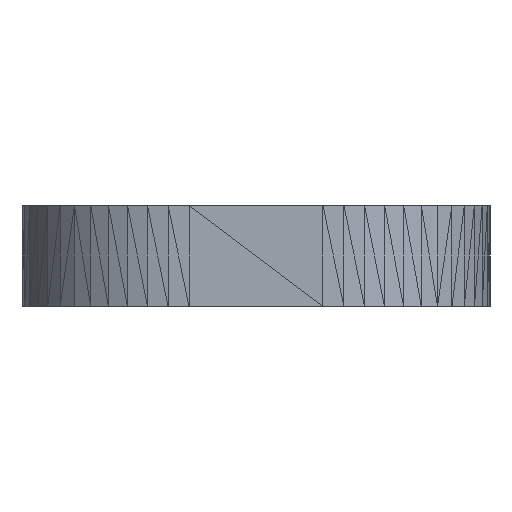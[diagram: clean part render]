
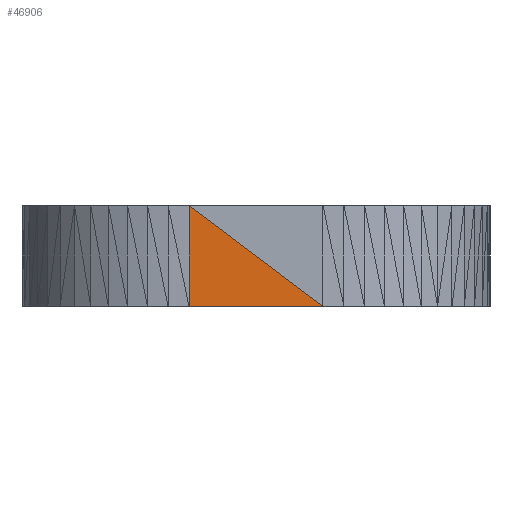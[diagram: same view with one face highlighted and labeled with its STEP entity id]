
A CAD part, left-side view. The second image highlights one B-rep face of the part: STEP entity #46906.
In plain terms, the highlighted planar face has unit normal (-1, 0, 0).
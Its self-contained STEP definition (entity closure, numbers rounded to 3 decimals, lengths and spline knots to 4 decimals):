
#46711 = VERTEX_POINT('',#46712);
#46712 = CARTESIAN_POINT('',(-22.25,1.,1.5));
#46747 = PLANE('',#46748);
#46748 = AXIS2_PLACEMENT_3D('',#46749,#46750,#46751);
#46749 = CARTESIAN_POINT('',(-22.25,-0.25,1.));
#46750 = DIRECTION('',(-1.,-0.,-0.));
#46751 = DIRECTION('',(0.,0.,-1.));
#46763 = VERTEX_POINT('',#46764);
#46764 = CARTESIAN_POINT('',(-22.25,1.,0.));
#46785 = PLANE('',#46786);
#46786 = AXIS2_PLACEMENT_3D('',#46787,#46788,#46789);
#46787 = CARTESIAN_POINT('',(-22.2446,1.0864,
    0.8204));
#46788 = DIRECTION('',(-0.998,0.063,
    0.));
#46789 = DIRECTION('',(-0.063,-0.998,0.));
#46855 = EDGE_CURVE('',#46711,#46763,#46856,.T.);
#46856 = SURFACE_CURVE('',#46857,(#46861,#46868),.PCURVE_S1.);
#46857 = LINE('',#46858,#46859);
#46858 = CARTESIAN_POINT('',(-22.25,1.,1.5));
#46859 = VECTOR('',#46860,1.);
#46860 = DIRECTION('',(0.,0.,-1.));
#46861 = PCURVE('',#46785,#46862);
#46862 = DEFINITIONAL_REPRESENTATION('',(#46863),#46867);
#46863 = LINE('',#46864,#46865);
#46864 = CARTESIAN_POINT('',(0.087,0.68));
#46865 = VECTOR('',#46866,1.);
#46866 = DIRECTION('',(0.,-1.));
#46867 = ( GEOMETRIC_REPRESENTATION_CONTEXT(2) 
PARAMETRIC_REPRESENTATION_CONTEXT() REPRESENTATION_CONTEXT('2D SPACE',''
  ) );
#46868 = PCURVE('',#46869,#46874);
#46869 = PLANE('',#46870);
#46870 = AXIS2_PLACEMENT_3D('',#46871,#46872,#46873);
#46871 = CARTESIAN_POINT('',(-22.25,0.25,0.5));
#46872 = DIRECTION('',(-1.,-0.,-0.));
#46873 = DIRECTION('',(0.,0.,-1.));
#46874 = DEFINITIONAL_REPRESENTATION('',(#46875),#46879);
#46875 = LINE('',#46876,#46877);
#46876 = CARTESIAN_POINT('',(-1.,-0.75));
#46877 = VECTOR('',#46878,1.);
#46878 = DIRECTION('',(1.,0.));
#46879 = ( GEOMETRIC_REPRESENTATION_CONTEXT(2) 
PARAMETRIC_REPRESENTATION_CONTEXT() REPRESENTATION_CONTEXT('2D SPACE',''
  ) );
#46906 = ADVANCED_FACE('',(#46907),#46869,.T.);
#46907 = FACE_BOUND('',#46908,.T.);
#46908 = EDGE_LOOP('',(#46909,#46932,#46933));
#46909 = ORIENTED_EDGE('',*,*,#46910,.T.);
#46910 = EDGE_CURVE('',#46911,#46711,#46913,.T.);
#46911 = VERTEX_POINT('',#46912);
#46912 = CARTESIAN_POINT('',(-22.25,-1.,0.));
#46913 = SURFACE_CURVE('',#46914,(#46918,#46925),.PCURVE_S1.);
#46914 = LINE('',#46915,#46916);
#46915 = CARTESIAN_POINT('',(-22.25,-1.,0.));
#46916 = VECTOR('',#46917,1.);
#46917 = DIRECTION('',(0.,0.8,0.6));
#46918 = PCURVE('',#46869,#46919);
#46919 = DEFINITIONAL_REPRESENTATION('',(#46920),#46924);
#46920 = LINE('',#46921,#46922);
#46921 = CARTESIAN_POINT('',(0.5,1.25));
#46922 = VECTOR('',#46923,1.);
#46923 = DIRECTION('',(-0.6,-0.8));
#46924 = ( GEOMETRIC_REPRESENTATION_CONTEXT(2) 
PARAMETRIC_REPRESENTATION_CONTEXT() REPRESENTATION_CONTEXT('2D SPACE',''
  ) );
#46925 = PCURVE('',#46747,#46926);
#46926 = DEFINITIONAL_REPRESENTATION('',(#46927),#46931);
#46927 = LINE('',#46928,#46929);
#46928 = CARTESIAN_POINT('',(1.,0.75));
#46929 = VECTOR('',#46930,1.);
#46930 = DIRECTION('',(-0.6,-0.8));
#46931 = ( GEOMETRIC_REPRESENTATION_CONTEXT(2) 
PARAMETRIC_REPRESENTATION_CONTEXT() REPRESENTATION_CONTEXT('2D SPACE',''
  ) );
#46932 = ORIENTED_EDGE('',*,*,#46855,.T.);
#46933 = ORIENTED_EDGE('',*,*,#46934,.T.);
#46934 = EDGE_CURVE('',#46763,#46911,#46935,.T.);
#46935 = SURFACE_CURVE('',#46936,(#46940,#46947),.PCURVE_S1.);
#46936 = LINE('',#46937,#46938);
#46937 = CARTESIAN_POINT('',(-22.25,1.,0.));
#46938 = VECTOR('',#46939,1.);
#46939 = DIRECTION('',(0.,-1.,0.));
#46940 = PCURVE('',#46869,#46941);
#46941 = DEFINITIONAL_REPRESENTATION('',(#46942),#46946);
#46942 = LINE('',#46943,#46944);
#46943 = CARTESIAN_POINT('',(0.5,-0.75));
#46944 = VECTOR('',#46945,1.);
#46945 = DIRECTION('',(0.,1.));
#46946 = ( GEOMETRIC_REPRESENTATION_CONTEXT(2) 
PARAMETRIC_REPRESENTATION_CONTEXT() REPRESENTATION_CONTEXT('2D SPACE',''
  ) );
#46947 = PCURVE('',#46948,#46953);
#46948 = PLANE('',#46949);
#46949 = AXIS2_PLACEMENT_3D('',#46950,#46951,#46952);
#46950 = CARTESIAN_POINT('',(-21.6442,0.,0.));
#46951 = DIRECTION('',(-0.,-0.,-1.));
#46952 = DIRECTION('',(-1.,0.,0.));
#46953 = DEFINITIONAL_REPRESENTATION('',(#46954),#46958);
#46954 = LINE('',#46955,#46956);
#46955 = CARTESIAN_POINT('',(0.606,1.));
#46956 = VECTOR('',#46957,1.);
#46957 = DIRECTION('',(0.,-1.));
#46958 = ( GEOMETRIC_REPRESENTATION_CONTEXT(2) 
PARAMETRIC_REPRESENTATION_CONTEXT() REPRESENTATION_CONTEXT('2D SPACE',''
  ) );
